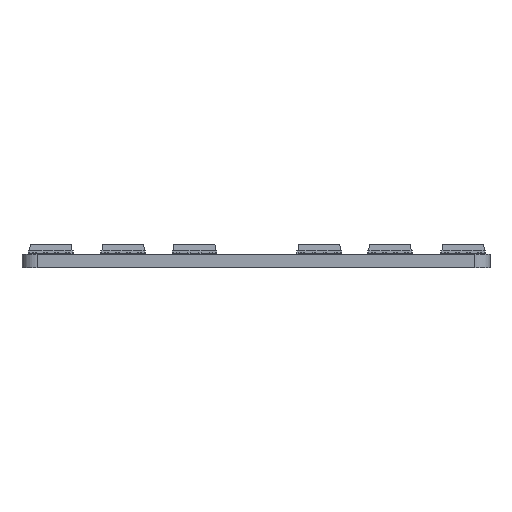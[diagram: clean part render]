
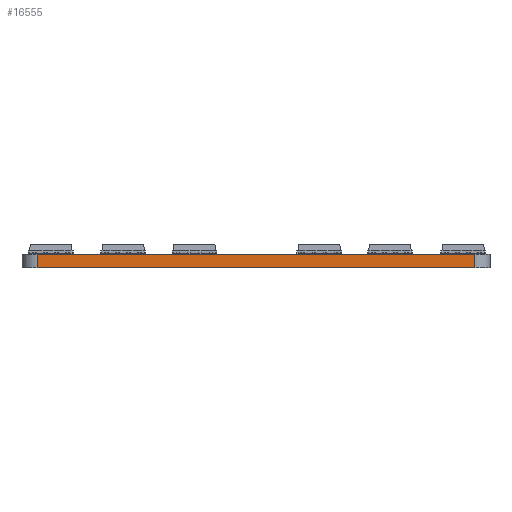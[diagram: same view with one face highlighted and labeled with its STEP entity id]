
A CAD part, left-side view. The second image highlights one B-rep face of the part: STEP entity #16555.
In plain terms, the highlighted planar face has unit normal (-1, 0, 0).
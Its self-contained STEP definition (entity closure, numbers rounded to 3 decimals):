
#11970 = PLANE('',#11971);
#11971 = AXIS2_PLACEMENT_3D('',#11972,#11973,#11974);
#11972 = CARTESIAN_POINT('',(118.2,-95.,1.6));
#11973 = DIRECTION('',(-0.,-0.,-1.));
#11974 = DIRECTION('',(-1.,0.,0.));
#12024 = PLANE('',#12025);
#12025 = AXIS2_PLACEMENT_3D('',#12026,#12027,#12028);
#12026 = CARTESIAN_POINT('',(118.2,-95.,0.));
#12027 = DIRECTION('',(-0.,-0.,-1.));
#12028 = DIRECTION('',(-1.,0.,0.));
#12237 = VERTEX_POINT('',#12238);
#12238 = CARTESIAN_POINT('',(70.45,-120.25,0.));
#12257 = CYLINDRICAL_SURFACE('',#12258,1.75);
#12258 = AXIS2_PLACEMENT_3D('',#12259,#12260,#12261);
#12259 = CARTESIAN_POINT('',(72.2,-120.25,0.));
#12260 = DIRECTION('',(-0.,-0.,-1.));
#12261 = DIRECTION('',(1.,0.,-0.));
#12269 = EDGE_CURVE('',#12237,#12270,#12272,.T.);
#12270 = VERTEX_POINT('',#12271);
#12271 = CARTESIAN_POINT('',(70.45,-69.75,0.));
#12272 = SURFACE_CURVE('',#12273,(#12277,#12284),.PCURVE_S1.);
#12273 = LINE('',#12274,#12275);
#12274 = CARTESIAN_POINT('',(70.45,-120.25,0.));
#12275 = VECTOR('',#12276,1.);
#12276 = DIRECTION('',(0.,1.,0.));
#12277 = PCURVE('',#12024,#12278);
#12278 = DEFINITIONAL_REPRESENTATION('',(#12279),#12283);
#12279 = LINE('',#12280,#12281);
#12280 = CARTESIAN_POINT('',(47.75,-25.25));
#12281 = VECTOR('',#12282,1.);
#12282 = DIRECTION('',(0.,1.));
#12283 = ( GEOMETRIC_REPRESENTATION_CONTEXT(2) 
PARAMETRIC_REPRESENTATION_CONTEXT() REPRESENTATION_CONTEXT('2D SPACE',''
  ) );
#12284 = PCURVE('',#12285,#12290);
#12285 = PLANE('',#12286);
#12286 = AXIS2_PLACEMENT_3D('',#12287,#12288,#12289);
#12287 = CARTESIAN_POINT('',(70.45,-120.25,0.));
#12288 = DIRECTION('',(-1.,0.,0.));
#12289 = DIRECTION('',(0.,1.,0.));
#12290 = DEFINITIONAL_REPRESENTATION('',(#12291),#12295);
#12291 = LINE('',#12292,#12293);
#12292 = CARTESIAN_POINT('',(0.,0.));
#12293 = VECTOR('',#12294,1.);
#12294 = DIRECTION('',(1.,0.));
#12295 = ( GEOMETRIC_REPRESENTATION_CONTEXT(2) 
PARAMETRIC_REPRESENTATION_CONTEXT() REPRESENTATION_CONTEXT('2D SPACE',''
  ) );
#12318 = CYLINDRICAL_SURFACE('',#12319,1.75);
#12319 = AXIS2_PLACEMENT_3D('',#12320,#12321,#12322);
#12320 = CARTESIAN_POINT('',(72.2,-69.75,0.));
#12321 = DIRECTION('',(-0.,-0.,-1.));
#12322 = DIRECTION('',(1.,0.,-0.));
#14522 = VERTEX_POINT('',#14523);
#14523 = CARTESIAN_POINT('',(70.45,-120.25,1.6));
#14549 = EDGE_CURVE('',#14522,#14550,#14552,.T.);
#14550 = VERTEX_POINT('',#14551);
#14551 = CARTESIAN_POINT('',(70.45,-69.75,1.6));
#14552 = SURFACE_CURVE('',#14553,(#14557,#14564),.PCURVE_S1.);
#14553 = LINE('',#14554,#14555);
#14554 = CARTESIAN_POINT('',(70.45,-120.25,1.6));
#14555 = VECTOR('',#14556,1.);
#14556 = DIRECTION('',(0.,1.,0.));
#14557 = PCURVE('',#11970,#14558);
#14558 = DEFINITIONAL_REPRESENTATION('',(#14559),#14563);
#14559 = LINE('',#14560,#14561);
#14560 = CARTESIAN_POINT('',(47.75,-25.25));
#14561 = VECTOR('',#14562,1.);
#14562 = DIRECTION('',(0.,1.));
#14563 = ( GEOMETRIC_REPRESENTATION_CONTEXT(2) 
PARAMETRIC_REPRESENTATION_CONTEXT() REPRESENTATION_CONTEXT('2D SPACE',''
  ) );
#14564 = PCURVE('',#12285,#14565);
#14565 = DEFINITIONAL_REPRESENTATION('',(#14566),#14570);
#14566 = LINE('',#14567,#14568);
#14567 = CARTESIAN_POINT('',(0.,-1.6));
#14568 = VECTOR('',#14569,1.);
#14569 = DIRECTION('',(1.,0.));
#14570 = ( GEOMETRIC_REPRESENTATION_CONTEXT(2) 
PARAMETRIC_REPRESENTATION_CONTEXT() REPRESENTATION_CONTEXT('2D SPACE',''
  ) );
#16507 = EDGE_CURVE('',#12270,#14550,#16508,.T.);
#16508 = SURFACE_CURVE('',#16509,(#16513,#16520),.PCURVE_S1.);
#16509 = LINE('',#16510,#16511);
#16510 = CARTESIAN_POINT('',(70.45,-69.75,0.));
#16511 = VECTOR('',#16512,1.);
#16512 = DIRECTION('',(0.,0.,1.));
#16513 = PCURVE('',#12318,#16514);
#16514 = DEFINITIONAL_REPRESENTATION('',(#16515),#16519);
#16515 = LINE('',#16516,#16517);
#16516 = CARTESIAN_POINT('',(-3.142,0.));
#16517 = VECTOR('',#16518,1.);
#16518 = DIRECTION('',(-0.,-1.));
#16519 = ( GEOMETRIC_REPRESENTATION_CONTEXT(2) 
PARAMETRIC_REPRESENTATION_CONTEXT() REPRESENTATION_CONTEXT('2D SPACE',''
  ) );
#16520 = PCURVE('',#12285,#16521);
#16521 = DEFINITIONAL_REPRESENTATION('',(#16522),#16526);
#16522 = LINE('',#16523,#16524);
#16523 = CARTESIAN_POINT('',(50.5,0.));
#16524 = VECTOR('',#16525,1.);
#16525 = DIRECTION('',(0.,-1.));
#16526 = ( GEOMETRIC_REPRESENTATION_CONTEXT(2) 
PARAMETRIC_REPRESENTATION_CONTEXT() REPRESENTATION_CONTEXT('2D SPACE',''
  ) );
#16532 = EDGE_CURVE('',#12237,#14522,#16533,.T.);
#16533 = SURFACE_CURVE('',#16534,(#16538,#16545),.PCURVE_S1.);
#16534 = LINE('',#16535,#16536);
#16535 = CARTESIAN_POINT('',(70.45,-120.25,0.));
#16536 = VECTOR('',#16537,1.);
#16537 = DIRECTION('',(0.,0.,1.));
#16538 = PCURVE('',#12257,#16539);
#16539 = DEFINITIONAL_REPRESENTATION('',(#16540),#16544);
#16540 = LINE('',#16541,#16542);
#16541 = CARTESIAN_POINT('',(-3.142,0.));
#16542 = VECTOR('',#16543,1.);
#16543 = DIRECTION('',(-0.,-1.));
#16544 = ( GEOMETRIC_REPRESENTATION_CONTEXT(2) 
PARAMETRIC_REPRESENTATION_CONTEXT() REPRESENTATION_CONTEXT('2D SPACE',''
  ) );
#16545 = PCURVE('',#12285,#16546);
#16546 = DEFINITIONAL_REPRESENTATION('',(#16547),#16551);
#16547 = LINE('',#16548,#16549);
#16548 = CARTESIAN_POINT('',(0.,0.));
#16549 = VECTOR('',#16550,1.);
#16550 = DIRECTION('',(0.,-1.));
#16551 = ( GEOMETRIC_REPRESENTATION_CONTEXT(2) 
PARAMETRIC_REPRESENTATION_CONTEXT() REPRESENTATION_CONTEXT('2D SPACE',''
  ) );
#16555 = ADVANCED_FACE('',(#16556),#12285,.T.);
#16556 = FACE_BOUND('',#16557,.T.);
#16557 = EDGE_LOOP('',(#16558,#16559,#16560,#16561));
#16558 = ORIENTED_EDGE('',*,*,#16532,.T.);
#16559 = ORIENTED_EDGE('',*,*,#14549,.T.);
#16560 = ORIENTED_EDGE('',*,*,#16507,.F.);
#16561 = ORIENTED_EDGE('',*,*,#12269,.F.);
